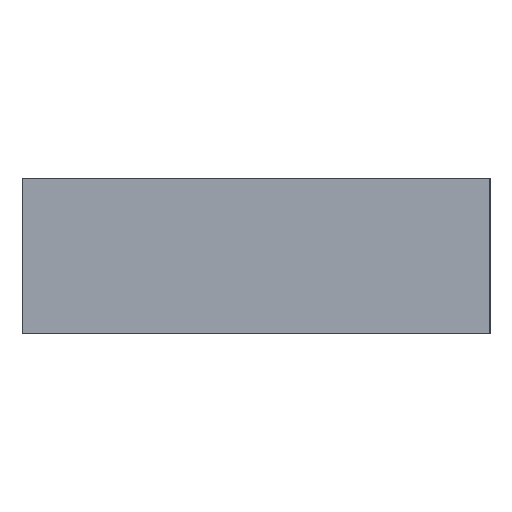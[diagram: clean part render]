
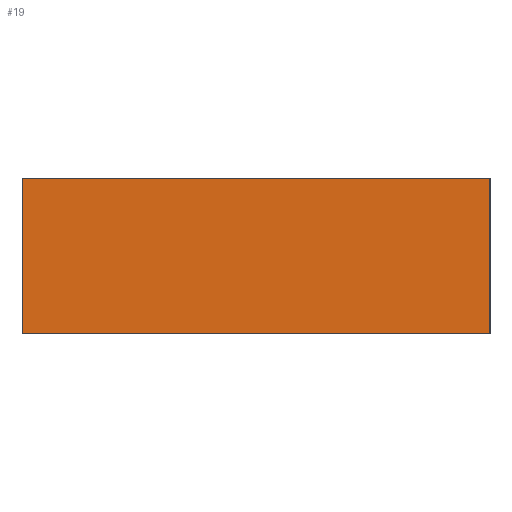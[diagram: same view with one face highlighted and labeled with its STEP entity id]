
A CAD part, left-side view. The second image highlights one B-rep face of the part: STEP entity #19.
In plain terms, the highlighted planar face has unit normal (-1, 0, 0).
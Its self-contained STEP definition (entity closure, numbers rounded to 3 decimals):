
#19 = ADVANCED_FACE ( 'NONE', ( #1253 ), #1043, .F. ) ;
#121 = LINE ( 'NONE', #242, #1493 ) ;
#144 = DIRECTION ( 'NONE',  ( 0., -1., 0. ) ) ;
#242 = CARTESIAN_POINT ( 'NONE',  ( 0., 0., 2. ) ) ;
#259 = VECTOR ( 'NONE', #1879, 1000. ) ;
#313 = CARTESIAN_POINT ( 'NONE',  ( 0., 0., 2. ) ) ;
#350 = CARTESIAN_POINT ( 'NONE',  ( 0., 0., 0. ) ) ;
#404 = LINE ( 'NONE', #524, #2265 ) ;
#412 = ORIENTED_EDGE ( 'NONE', *, *, #1482, .T. ) ;
#494 = ORIENTED_EDGE ( 'NONE', *, *, #1366, .F. ) ;
#524 = CARTESIAN_POINT ( 'NONE',  ( 0., 0., 0. ) ) ;
#568 = VERTEX_POINT ( 'NONE', #1299 ) ;
#581 = VERTEX_POINT ( 'NONE', #1663 ) ;
#599 = CARTESIAN_POINT ( 'NONE',  ( 0., 6., 2. ) ) ;
#733 = DIRECTION ( 'NONE',  ( 0., -1., 0. ) ) ;
#847 = EDGE_LOOP ( 'NONE', ( #412, #494, #1701, #1715 ) ) ;
#1043 = PLANE ( 'NONE',  #1087 ) ;
#1087 = AXIS2_PLACEMENT_3D ( 'NONE', #313, #2295, #1226 ) ;
#1121 = VERTEX_POINT ( 'NONE', #350 ) ;
#1171 = LINE ( 'NONE', #599, #259 ) ;
#1226 = DIRECTION ( 'NONE',  ( 0., 0., -1. ) ) ;
#1245 = LINE ( 'NONE', #1451, #2149 ) ;
#1253 = FACE_OUTER_BOUND ( 'NONE', #847, .T. ) ;
#1299 = CARTESIAN_POINT ( 'NONE',  ( 0., 0., 2. ) ) ;
#1310 = EDGE_CURVE ( 'NONE', #2317, #581, #1171, .T. ) ;
#1344 = DIRECTION ( 'NONE',  ( 0., 0., -1. ) ) ;
#1366 = EDGE_CURVE ( 'NONE', #568, #1121, #121, .T. ) ;
#1451 = CARTESIAN_POINT ( 'NONE',  ( 0., 0., 2. ) ) ;
#1482 = EDGE_CURVE ( 'NONE', #581, #1121, #404, .T. ) ;
#1493 = VECTOR ( 'NONE', #1344, 1000. ) ;
#1519 = EDGE_CURVE ( 'NONE', #2317, #568, #1245, .T. ) ;
#1663 = CARTESIAN_POINT ( 'NONE',  ( 0., 6., 0. ) ) ;
#1701 = ORIENTED_EDGE ( 'NONE', *, *, #1519, .F. ) ;
#1711 = CARTESIAN_POINT ( 'NONE',  ( 0., 6., 2. ) ) ;
#1715 = ORIENTED_EDGE ( 'NONE', *, *, #1310, .T. ) ;
#1879 = DIRECTION ( 'NONE',  ( 0., 0., -1. ) ) ;
#2149 = VECTOR ( 'NONE', #733, 1000. ) ;
#2265 = VECTOR ( 'NONE', #144, 1000. ) ;
#2295 = DIRECTION ( 'NONE',  ( 1., 0., 0. ) ) ;
#2317 = VERTEX_POINT ( 'NONE', #1711 ) ;
